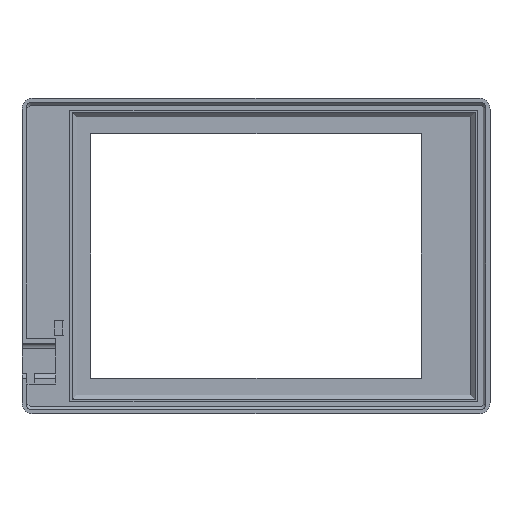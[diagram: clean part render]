
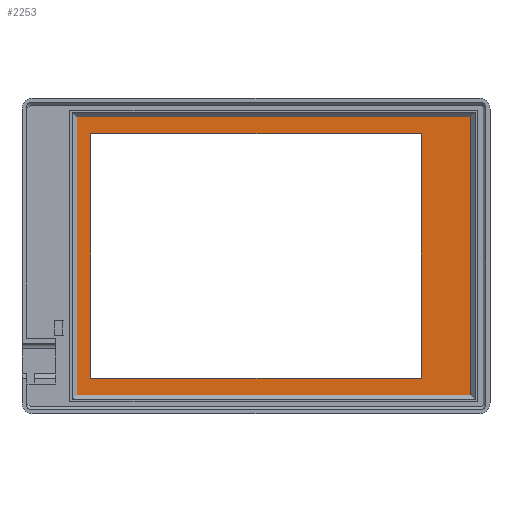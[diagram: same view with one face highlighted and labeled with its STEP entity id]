
A CAD part, top view. The second image highlights one B-rep face of the part: STEP entity #2253.
In plain terms, the highlighted planar face has unit normal (0, 0, 1).
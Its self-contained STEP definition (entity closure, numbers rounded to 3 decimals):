
#57=FACE_BOUND('',#327,.T.);
#198=FACE_OUTER_BOUND('',#326,.T.);
#326=EDGE_LOOP('',(#1738,#1739,#1740,#1741));
#327=EDGE_LOOP('',(#1742,#1743,#1744,#1745));
#486=LINE('',#3473,#737);
#488=LINE('',#3477,#739);
#491=LINE('',#3483,#742);
#494=LINE('',#3488,#745);
#502=LINE('',#3514,#753);
#506=LINE('',#3521,#757);
#509=LINE('',#3527,#760);
#511=LINE('',#3530,#762);
#737=VECTOR('',#2594,10.);
#739=VECTOR('',#2598,10.);
#742=VECTOR('',#2603,10.);
#745=VECTOR('',#2608,10.);
#753=VECTOR('',#2628,10.);
#757=VECTOR('',#2634,10.);
#760=VECTOR('',#2639,10.);
#762=VECTOR('',#2643,10.);
#988=VERTEX_POINT('',#3470);
#989=VERTEX_POINT('',#3472);
#990=VERTEX_POINT('',#3476);
#992=VERTEX_POINT('',#3482);
#1004=VERTEX_POINT('',#3511);
#1005=VERTEX_POINT('',#3513);
#1007=VERTEX_POINT('',#3519);
#1009=VERTEX_POINT('',#3525);
#1243=EDGE_CURVE('',#988,#989,#486,.T.);
#1245=EDGE_CURVE('',#990,#988,#488,.T.);
#1248=EDGE_CURVE('',#992,#990,#491,.T.);
#1251=EDGE_CURVE('',#989,#992,#494,.T.);
#1263=EDGE_CURVE('',#1004,#1005,#502,.T.);
#1267=EDGE_CURVE('',#1007,#1004,#506,.T.);
#1270=EDGE_CURVE('',#1009,#1007,#509,.T.);
#1272=EDGE_CURVE('',#1005,#1009,#511,.T.);
#1738=ORIENTED_EDGE('',*,*,#1272,.F.);
#1739=ORIENTED_EDGE('',*,*,#1263,.F.);
#1740=ORIENTED_EDGE('',*,*,#1267,.F.);
#1741=ORIENTED_EDGE('',*,*,#1270,.F.);
#1742=ORIENTED_EDGE('',*,*,#1248,.F.);
#1743=ORIENTED_EDGE('',*,*,#1251,.F.);
#1744=ORIENTED_EDGE('',*,*,#1243,.F.);
#1745=ORIENTED_EDGE('',*,*,#1245,.F.);
#2151=PLANE('',#2376);
#2253=ADVANCED_FACE('',(#198,#57),#2151,.F.);
#2376=AXIS2_PLACEMENT_3D('',#3531,#2644,#2645);
#2594=DIRECTION('',(0.,1.,0.));
#2598=DIRECTION('',(1.,0.,0.));
#2603=DIRECTION('',(0.,-1.,0.));
#2608=DIRECTION('',(-1.,0.,0.));
#2628=DIRECTION('',(0.,-1.,0.));
#2634=DIRECTION('',(1.,0.,0.));
#2639=DIRECTION('',(0.,1.,0.));
#2643=DIRECTION('',(-1.,0.,0.));
#2644=DIRECTION('center_axis',(0.,0.,-1.));
#2645=DIRECTION('ref_axis',(-1.,0.,0.));
#3470=CARTESIAN_POINT('',(61.155,-45.3,1.45));
#3472=CARTESIAN_POINT('',(61.155,45.3,1.45));
#3473=CARTESIAN_POINT('',(61.155,22.65,1.45));
#3476=CARTESIAN_POINT('',(-61.155,-45.3,1.45));
#3477=CARTESIAN_POINT('',(30.577,-45.3,1.45));
#3482=CARTESIAN_POINT('',(-61.155,45.3,1.45));
#3483=CARTESIAN_POINT('',(-61.155,-22.65,1.45));
#3488=CARTESIAN_POINT('',(-30.578,45.3,1.45));
#3511=CARTESIAN_POINT('',(79.5,51.5,1.45));
#3513=CARTESIAN_POINT('',(79.5,-51.5,1.45));
#3514=CARTESIAN_POINT('',(79.5,25.75,1.45));
#3519=CARTESIAN_POINT('',(-66.4,51.5,1.45));
#3521=CARTESIAN_POINT('',(-33.2,51.5,1.45));
#3525=CARTESIAN_POINT('',(-66.4,-51.5,1.45));
#3527=CARTESIAN_POINT('',(-66.4,-25.75,1.45));
#3530=CARTESIAN_POINT('',(39.75,-51.5,1.45));
#3531=CARTESIAN_POINT('Origin',(0.,0.,
1.45));
